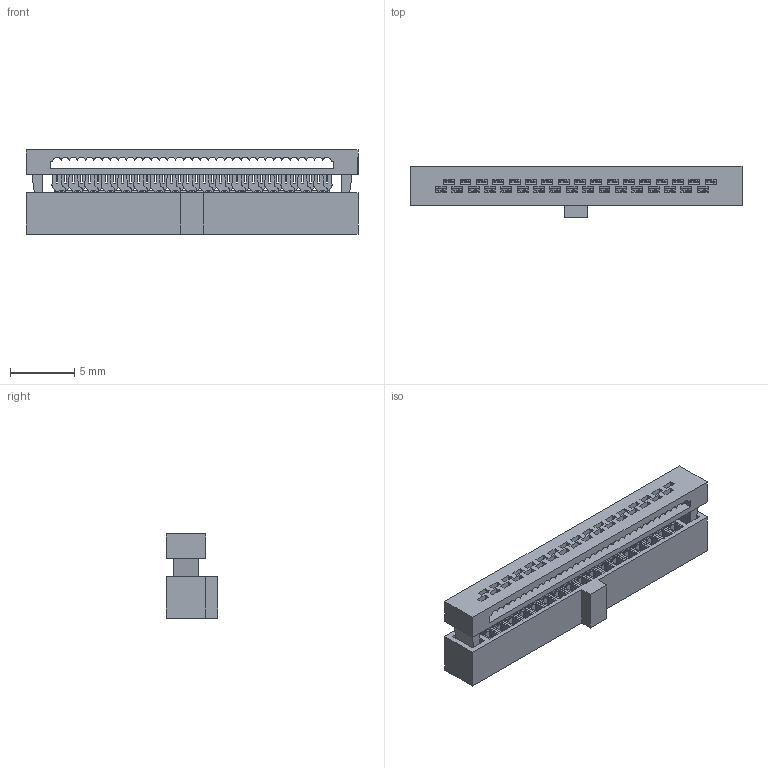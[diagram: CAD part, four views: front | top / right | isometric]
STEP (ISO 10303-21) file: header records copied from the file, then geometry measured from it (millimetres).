
FILE_DESCRIPTION(/* description */ ('Unknown'),/* implementation_level */ '2;1');
FILE_NAME(/* name */ '62703423121',/* time_stamp */ '2020-05-28T10:15:19+02:00',/* author */ ('Unknown'),/* organization */ ('Unknown'),/* preprocessor_version */ 'ST-DEVELOPER v16.7',/* originating_system */ 'DEX',/* authorisation */ $);
FILE_SCHEMA (('AUTOMOTIVE_DESIGN {1 0 10303 214 3 1 1}'));
Length unit declared in the file: millimetre
Products named in the file (4): 6270xx23121_Open; 62703423121; 6270xx23121_Pin; 62703423121_Cable clamp
Assembly tree (36 placements, depth 2):
  6270xx23121_Open
    62703423121
    6270xx23121_Pin  x34
    62703423121_Cable clamp
Bounding box: 25.78 x 4 x 6.53 mm (x, y, z)
Volume: 277.1 mm3; surface area: 1745 mm2
Topology: 36 solids, 36 shells, 5151 faces, 14099 edges, 9058 vertices
Faces by surface type: plane 3203, cylinder 1608, bspline 204, torus 136
Entity records: 31810 total; most frequent: CARTESIAN_POINT 5693, ORIENTED_EDGE 5560, DIRECTION 5134, EDGE_CURVE 2780, LINE 2384, VECTOR 2384, VERTEX_POINT 1798, AXIS2_PLACEMENT_3D 1375
